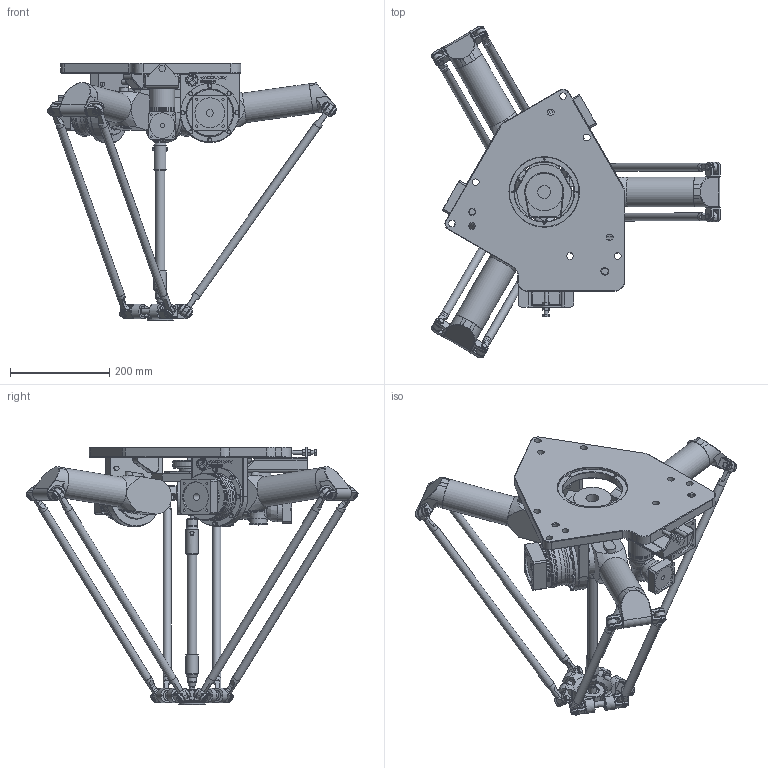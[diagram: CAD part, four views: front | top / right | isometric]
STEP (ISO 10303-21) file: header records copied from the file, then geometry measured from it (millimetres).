
FILE_DESCRIPTION(/* description */ (''),/* implementation_level */ '2;1');
FILE_NAME(/* name */ '3D-model_A_00072-T1.stp',/* time_stamp */ '2022-02-05T11:08:21+01:00',/* author */ ('michael.schutter'),/* organization */ ('Majatronic'),/* preprocessor_version */ 'ST-DEVELOPER v16.5',/* originating_system */ 'Autodesk Inventor 2017',/* authorisation */ '');
FILE_SCHEMA (('AUTOMOTIVE_DESIGN { 1 0 10303 214 3 1 1 }'));
Length unit declared in the file: millimetre
Products named in the file (11): MT_BGR00020737MT_BGR; MT_WST00065373MT_WST; MT_WST00055542MT_WST; MT_WST00055576MT_WST; MT_WST00031897MT_WST; MT_WST00031898MT_WST; MT_WST00057274MT_WST; MT_WST00056751MT_WST; MT_WST00065372MT_WST; MT_WST00065384 Dummy 4te Achse; MT_WST00101401
Assembly tree (24 placements, depth 2):
  MT_BGR00020737MT_BGR
    MT_WST00065373MT_WST
    MT_WST00055542MT_WST  x3
    MT_WST00055576MT_WST
    MT_WST00031897MT_WST  x3
    MT_WST00031898MT_WST  x6
    MT_WST00057274MT_WST
    MT_WST00056751MT_WST
    MT_WST00065372MT_WST
    MT_WST00065384 Dummy 4te Achse
    MT_WST00101401  x6
Bounding box: 581.73 x 668.39 x 519 mm (x, y, z)
Volume: 8923121.4 mm3; surface area: 1155288.5 mm2
Topology: 24 solids, 25 shells, 2873 faces, 6689 edges, 4225 vertices
Faces by surface type: plane 1517, cylinder 837, cone 283, torus 151, bspline 81, sphere 4
Full cylindrical faces by diameter (mm): 3.459 x8, 3.917 x4, 4.917 x16, 5 x24, 5.188 x24, 5.9 x2, 6 x1, 8 x42, 8.5 x48, 9 x3, 10 x6, 11 x3, 11.4 x1, 12 x29, 13.5 x9, 14 x3, 15 x3, 16 x30, 16.199 x1, 16.999 x1, 18 x28, 19 x1, 20 x1, 21 x1, 23 x1, 25 x4, 26 x2, 30 x2, 34.999 x1, 35 x1
Entity records: 55910 total; most frequent: CARTESIAN_POINT 16300, DIRECTION 8198, ORIENTED_EDGE 7376, EDGE_CURVE 3688, AXIS2_PLACEMENT_3D 3032, VERTEX_POINT 2569, EDGE_LOOP 2325, LINE 2134
